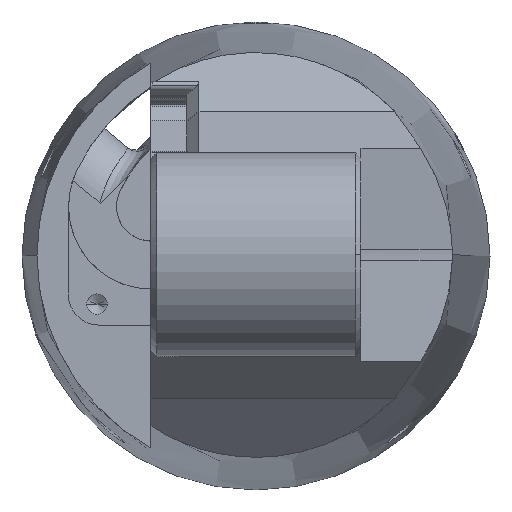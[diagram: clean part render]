
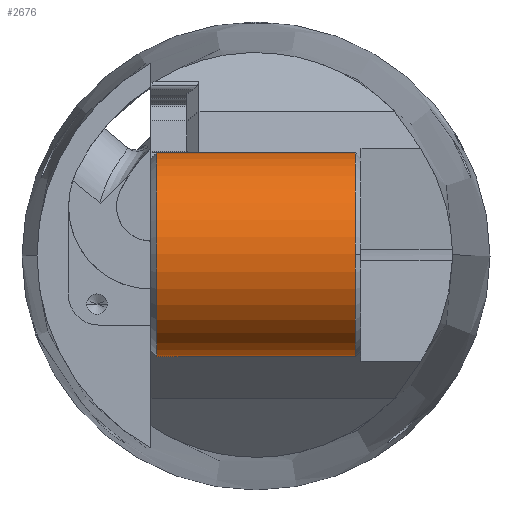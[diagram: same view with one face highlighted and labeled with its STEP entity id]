
A CAD part, top view. The second image highlights one B-rep face of the part: STEP entity #2676.
In plain terms, the highlighted cylindrical face has radius 17 mm (diameter 34 mm), a partial arc.
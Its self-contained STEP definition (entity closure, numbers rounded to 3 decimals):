
#61 = CARTESIAN_POINT ( 'NONE',  ( 16.5, 0., 132.55 ) ) ;
#62 = VERTEX_POINT ( 'NONE', #708 ) ;
#190 = ORIENTED_EDGE ( 'NONE', *, *, #7316, .T. ) ;
#280 = CIRCLE ( 'NONE', #2915, 17. ) ;
#565 = DIRECTION ( 'NONE',  ( 1., 0., 0. ) ) ;
#708 = CARTESIAN_POINT ( 'NONE',  ( -16.5, -17., 132.55 ) ) ;
#1277 = CARTESIAN_POINT ( 'NONE',  ( -16.5, 17., 132.55 ) ) ;
#1692 = CARTESIAN_POINT ( 'NONE',  ( 16.5, 0., 132.55 ) ) ;
#1845 = VERTEX_POINT ( 'NONE', #7084 ) ;
#1911 = DIRECTION ( 'NONE',  ( 0., 0., -1. ) ) ;
#2009 = LINE ( 'NONE', #2180, #7464 ) ;
#2082 = AXIS2_PLACEMENT_3D ( 'NONE', #2484, #565, #7136 ) ;
#2180 = CARTESIAN_POINT ( 'NONE',  ( -17.5, 17., 132.55 ) ) ;
#2470 = CARTESIAN_POINT ( 'NONE',  ( 16.5, 0., 149.55 ) ) ;
#2484 = CARTESIAN_POINT ( 'NONE',  ( -17.5, 0., 132.55 ) ) ;
#2604 = LINE ( 'NONE', #3766, #8326 ) ;
#2613 = CYLINDRICAL_SURFACE ( 'NONE', #2082, 17. ) ;
#2676 = ADVANCED_FACE ( 'NONE', ( #4505 ), #2613, .T. ) ;
#2725 = EDGE_CURVE ( 'NONE', #5092, #1845, #3040, .T. ) ;
#2915 = AXIS2_PLACEMENT_3D ( 'NONE', #61, #3440, #6078 ) ;
#3040 = CIRCLE ( 'NONE', #7026, 17. ) ;
#3053 = EDGE_CURVE ( 'NONE', #8507, #5092, #280, .T. ) ;
#3342 = VERTEX_POINT ( 'NONE', #1277 ) ;
#3440 = DIRECTION ( 'NONE',  ( -1., 0., 0. ) ) ;
#3476 = DIRECTION ( 'NONE',  ( 1., 0., 0. ) ) ;
#3674 = EDGE_LOOP ( 'NONE', ( #6759, #190, #8505, #8196, #7100 ) ) ;
#3766 = CARTESIAN_POINT ( 'NONE',  ( -17.5, -17., 132.55 ) ) ;
#3844 = DIRECTION ( 'NONE',  ( 1., 0., 0. ) ) ;
#4206 = CARTESIAN_POINT ( 'NONE',  ( 16.5, -17., 132.55 ) ) ;
#4323 = DIRECTION ( 'NONE',  ( 0., 0., -1. ) ) ;
#4408 = DIRECTION ( 'NONE',  ( 1., 0., 0. ) ) ;
#4505 = FACE_OUTER_BOUND ( 'NONE', #3674, .T. ) ;
#4744 = CIRCLE ( 'NONE', #5449, 17. ) ;
#5092 = VERTEX_POINT ( 'NONE', #2470 ) ;
#5449 = AXIS2_PLACEMENT_3D ( 'NONE', #6368, #3844, #1911 ) ;
#5668 = DIRECTION ( 'NONE',  ( -1., 0., 0. ) ) ;
#6078 = DIRECTION ( 'NONE',  ( 0., 0., -1. ) ) ;
#6148 = EDGE_CURVE ( 'NONE', #3342, #1845, #2009, .T. ) ;
#6368 = CARTESIAN_POINT ( 'NONE',  ( -16.5, 0., 132.55 ) ) ;
#6759 = ORIENTED_EDGE ( 'NONE', *, *, #6148, .F. ) ;
#7026 = AXIS2_PLACEMENT_3D ( 'NONE', #1692, #5668, #4323 ) ;
#7084 = CARTESIAN_POINT ( 'NONE',  ( 16.5, 17., 132.55 ) ) ;
#7100 = ORIENTED_EDGE ( 'NONE', *, *, #2725, .T. ) ;
#7136 = DIRECTION ( 'NONE',  ( 0., 0., -1. ) ) ;
#7316 = EDGE_CURVE ( 'NONE', #3342, #62, #4744, .T. ) ;
#7413 = EDGE_CURVE ( 'NONE', #62, #8507, #2604, .T. ) ;
#7464 = VECTOR ( 'NONE', #3476, 1000. ) ;
#8196 = ORIENTED_EDGE ( 'NONE', *, *, #3053, .T. ) ;
#8326 = VECTOR ( 'NONE', #4408, 1000. ) ;
#8505 = ORIENTED_EDGE ( 'NONE', *, *, #7413, .T. ) ;
#8507 = VERTEX_POINT ( 'NONE', #4206 ) ;
